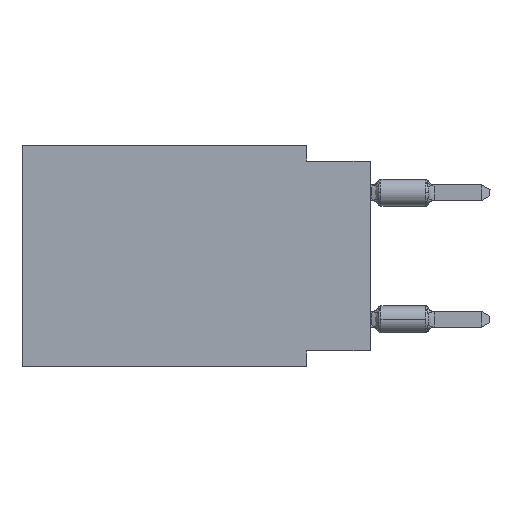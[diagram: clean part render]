
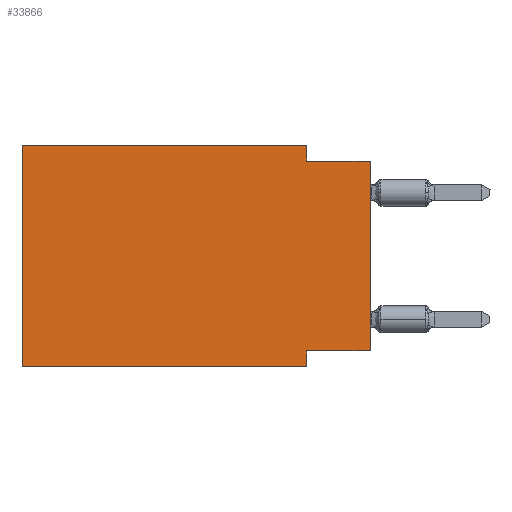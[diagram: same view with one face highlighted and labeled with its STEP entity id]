
A CAD part, left-side view. The second image highlights one B-rep face of the part: STEP entity #33866.
In plain terms, the highlighted planar face has unit normal (-1, 0, 0).
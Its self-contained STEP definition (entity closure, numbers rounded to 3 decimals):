
#330 = ORIENTED_EDGE ( 'NONE', *, *, #33451, .T. ) ;
#639 = DIRECTION ( 'NONE',  ( 0., -1., 0. ) ) ;
#766 = EDGE_CURVE ( 'NONE', #10002, #22858, #22251, .T. ) ;
#1910 = ORIENTED_EDGE ( 'NONE', *, *, #10314, .F. ) ;
#2017 = CARTESIAN_POINT ( 'NONE',  ( 0., 13.97, 0. ) ) ;
#2907 = VERTEX_POINT ( 'NONE', #5914 ) ;
#4012 = FACE_OUTER_BOUND ( 'NONE', #40915, .T. ) ;
#4229 = PLANE ( 'NONE',  #31505 ) ;
#4688 = CARTESIAN_POINT ( 'NONE',  ( 0., 0., -0.635 ) ) ;
#5914 = CARTESIAN_POINT ( 'NONE',  ( 0., 2.54, -8.255 ) ) ;
#6715 = CARTESIAN_POINT ( 'NONE',  ( 0., 2.54, -8.89 ) ) ;
#6716 = LINE ( 'NONE', #20370, #28314 ) ;
#8032 = VECTOR ( 'NONE', #9078, 1000. ) ;
#9014 = DIRECTION ( 'NONE',  ( 0., -1., 0. ) ) ;
#9078 = DIRECTION ( 'NONE',  ( 0., 0., -1. ) ) ;
#9496 = LINE ( 'NONE', #6715, #8032 ) ;
#10002 = VERTEX_POINT ( 'NONE', #2017 ) ;
#10314 = EDGE_CURVE ( 'NONE', #22677, #10002, #6716, .T. ) ;
#10371 = LINE ( 'NONE', #29411, #31200 ) ;
#10521 = ORIENTED_EDGE ( 'NONE', *, *, #37029, .F. ) ;
#10957 = ORIENTED_EDGE ( 'NONE', *, *, #17696, .T. ) ;
#13498 = LINE ( 'NONE', #23964, #30809 ) ;
#13940 = VERTEX_POINT ( 'NONE', #4688 ) ;
#15401 = CARTESIAN_POINT ( 'NONE',  ( 0., 0., 0. ) ) ;
#15698 = CARTESIAN_POINT ( 'NONE',  ( 0., 0., -0.635 ) ) ;
#15790 = CARTESIAN_POINT ( 'NONE',  ( 0., 2.54, 0. ) ) ;
#15820 = DIRECTION ( 'NONE',  ( 0., 0., 1. ) ) ;
#17181 = DIRECTION ( 'NONE',  ( 0., 0., 1. ) ) ;
#17485 = CARTESIAN_POINT ( 'NONE',  ( 0., 0., -8.255 ) ) ;
#17696 = EDGE_CURVE ( 'NONE', #32176, #13940, #28895, .T. ) ;
#18583 = LINE ( 'NONE', #15790, #20919 ) ;
#18704 = EDGE_CURVE ( 'NONE', #32176, #2907, #10371, .T. ) ;
#18912 = LINE ( 'NONE', #15698, #24925 ) ;
#19973 = EDGE_CURVE ( 'NONE', #2907, #31926, #9496, .T. ) ;
#20370 = CARTESIAN_POINT ( 'NONE',  ( 0., 13.97, 0. ) ) ;
#20919 = VECTOR ( 'NONE', #28868, 1000. ) ;
#21574 = CARTESIAN_POINT ( 'NONE',  ( 0., 2.54, -8.89 ) ) ;
#22251 = LINE ( 'NONE', #28074, #38583 ) ;
#22677 = VERTEX_POINT ( 'NONE', #30568 ) ;
#22858 = VERTEX_POINT ( 'NONE', #23660 ) ;
#23256 = EDGE_CURVE ( 'NONE', #22858, #28678, #18583, .T. ) ;
#23660 = CARTESIAN_POINT ( 'NONE',  ( 0., 2.54, 0. ) ) ;
#23964 = CARTESIAN_POINT ( 'NONE',  ( 0., 13.97, -8.89 ) ) ;
#24925 = VECTOR ( 'NONE', #28772, 1000. ) ;
#25498 = CARTESIAN_POINT ( 'NONE',  ( 0., 2.54, -0.635 ) ) ;
#27351 = ORIENTED_EDGE ( 'NONE', *, *, #18704, .F. ) ;
#28074 = CARTESIAN_POINT ( 'NONE',  ( 0., 13.97, 0. ) ) ;
#28314 = VECTOR ( 'NONE', #17181, 1000. ) ;
#28678 = VERTEX_POINT ( 'NONE', #25498 ) ;
#28772 = DIRECTION ( 'NONE',  ( 0., -1., 0. ) ) ;
#28868 = DIRECTION ( 'NONE',  ( 0., 0., -1. ) ) ;
#28895 = LINE ( 'NONE', #15401, #35486 ) ;
#29411 = CARTESIAN_POINT ( 'NONE',  ( 0., 0., -8.255 ) ) ;
#30338 = DIRECTION ( 'NONE',  ( 0., 0., -1. ) ) ;
#30568 = CARTESIAN_POINT ( 'NONE',  ( 0., 13.97, -8.89 ) ) ;
#30809 = VECTOR ( 'NONE', #639, 1000. ) ;
#31200 = VECTOR ( 'NONE', #35855, 1000. ) ;
#31505 = AXIS2_PLACEMENT_3D ( 'NONE', #33352, #40199, #30338 ) ;
#31926 = VERTEX_POINT ( 'NONE', #21574 ) ;
#32176 = VERTEX_POINT ( 'NONE', #17485 ) ;
#33352 = CARTESIAN_POINT ( 'NONE',  ( 0., 13.97, 0. ) ) ;
#33451 = EDGE_CURVE ( 'NONE', #22677, #31926, #13498, .T. ) ;
#33866 = ADVANCED_FACE ( 'NONE', ( #4012 ), #4229, .F. ) ;
#34375 = ORIENTED_EDGE ( 'NONE', *, *, #19973, .F. ) ;
#35486 = VECTOR ( 'NONE', #15820, 1000. ) ;
#35855 = DIRECTION ( 'NONE',  ( 0., 1., 0. ) ) ;
#37029 = EDGE_CURVE ( 'NONE', #28678, #13940, #18912, .T. ) ;
#38436 = ORIENTED_EDGE ( 'NONE', *, *, #766, .F. ) ;
#38583 = VECTOR ( 'NONE', #9014, 1000. ) ;
#40199 = DIRECTION ( 'NONE',  ( 1., 0., 0. ) ) ;
#40657 = ORIENTED_EDGE ( 'NONE', *, *, #23256, .F. ) ;
#40915 = EDGE_LOOP ( 'NONE', ( #10957, #10521, #40657, #38436, #1910, #330, #34375, #27351 ) ) ;
